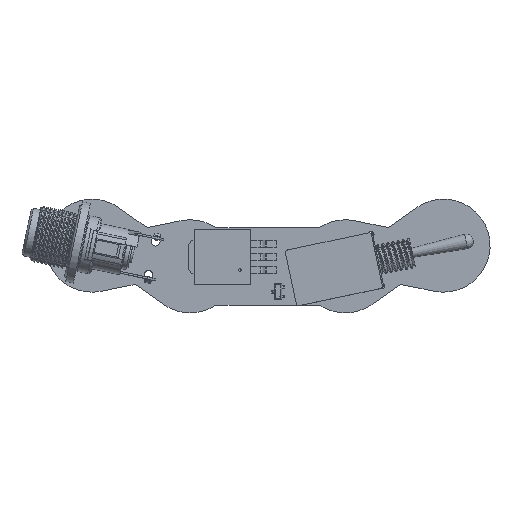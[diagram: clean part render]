
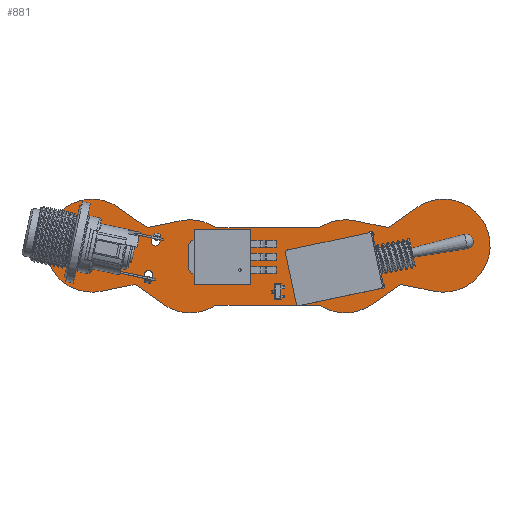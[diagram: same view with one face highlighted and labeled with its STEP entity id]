
A CAD part, top view. The second image highlights one B-rep face of the part: STEP entity #881.
In plain terms, the highlighted planar face has unit normal (0, 0, 1).
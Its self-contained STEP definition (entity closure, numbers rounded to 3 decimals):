
#68 = VERTEX_POINT('',#69);
#69 = CARTESIAN_POINT('',(60.785,54.184,0.411));
#75 = EDGE_CURVE('',#68,#76,#78,.T.);
#76 = VERTEX_POINT('',#77);
#77 = CARTESIAN_POINT('',(67.349,55.507,0.411));
#78 = LINE('',#79,#80);
#79 = CARTESIAN_POINT('',(60.785,54.184,0.411));
#80 = VECTOR('',#81,1.);
#81 = DIRECTION('',(0.98,0.198,0.));
#106 = EDGE_CURVE('',#76,#107,#109,.T.);
#107 = VERTEX_POINT('',#108);
#108 = CARTESIAN_POINT('',(72.822,51.65,0.411));
#109 = LINE('',#110,#111);
#110 = CARTESIAN_POINT('',(67.349,55.507,0.411));
#111 = VECTOR('',#112,1.);
#112 = DIRECTION('',(0.817,-0.576,0.));
#137 = EDGE_CURVE('',#107,#138,#140,.T.);
#138 = VERTEX_POINT('',#139);
#139 = CARTESIAN_POINT('',(82.981,51.506,0.411));
#140 = CIRCLE('',#141,8.998);
#141 = AXIS2_PLACEMENT_3D('',#142,#143,#144);
#142 = CARTESIAN_POINT('',(78.007,59.004,0.411));
#143 = DIRECTION('',(0.,0.,1.));
#144 = DIRECTION('',(-0.576,-0.817,0.));
#170 = EDGE_CURVE('',#138,#171,#173,.T.);
#171 = VERTEX_POINT('',#172);
#172 = CARTESIAN_POINT('',(103.031,51.506,0.411));
#173 = LINE('',#174,#175);
#174 = CARTESIAN_POINT('',(82.981,51.506,0.411));
#175 = VECTOR('',#176,1.);
#176 = DIRECTION('',(1.,0.,0.));
#201 = EDGE_CURVE('',#171,#202,#204,.T.);
#202 = VERTEX_POINT('',#203);
#203 = CARTESIAN_POINT('',(113.191,51.65,0.411));
#204 = CIRCLE('',#205,9.);
#205 = AXIS2_PLACEMENT_3D('',#206,#207,#208);
#206 = CARTESIAN_POINT('',(108.006,59.006,0.411));
#207 = DIRECTION('',(0.,0.,1.));
#208 = DIRECTION('',(-0.553,-0.833,0.));
#234 = EDGE_CURVE('',#202,#235,#237,.T.);
#235 = VERTEX_POINT('',#236);
#236 = CARTESIAN_POINT('',(118.664,55.507,0.411));
#237 = LINE('',#238,#239);
#238 = CARTESIAN_POINT('',(113.191,51.65,0.411));
#239 = VECTOR('',#240,1.);
#240 = DIRECTION('',(0.817,0.576,0.));
#265 = EDGE_CURVE('',#235,#266,#268,.T.);
#266 = VERTEX_POINT('',#267);
#267 = CARTESIAN_POINT('',(125.228,54.184,0.411));
#268 = LINE('',#269,#270);
#269 = CARTESIAN_POINT('',(118.664,55.507,0.411));
#270 = VECTOR('',#271,1.);
#271 = DIRECTION('',(0.98,-0.198,0.));
#296 = EDGE_CURVE('',#266,#297,#299,.T.);
#297 = VERTEX_POINT('',#298);
#298 = CARTESIAN_POINT('',(121.822,70.363,0.411));
#299 = CIRCLE('',#300,9.);
#300 = AXIS2_PLACEMENT_3D('',#301,#302,#303);
#301 = CARTESIAN_POINT('',(127.006,63.006,0.411));
#302 = DIRECTION('',(0.,0.,1.));
#303 = DIRECTION('',(-0.198,-0.98,0.));
#329 = EDGE_CURVE('',#297,#330,#332,.T.);
#330 = VERTEX_POINT('',#331);
#331 = CARTESIAN_POINT('',(116.349,66.506,0.411));
#332 = LINE('',#333,#334);
#333 = CARTESIAN_POINT('',(121.822,70.363,0.411));
#334 = VECTOR('',#335,1.);
#335 = DIRECTION('',(-0.817,-0.576,0.));
#360 = EDGE_CURVE('',#330,#361,#363,.T.);
#361 = VERTEX_POINT('',#362);
#362 = CARTESIAN_POINT('',(109.785,67.829,0.411));
#363 = LINE('',#364,#365);
#364 = CARTESIAN_POINT('',(116.349,66.506,0.411));
#365 = VECTOR('',#366,1.);
#366 = DIRECTION('',(-0.98,0.198,0.));
#391 = EDGE_CURVE('',#361,#392,#394,.T.);
#392 = VERTEX_POINT('',#393);
#393 = CARTESIAN_POINT('',(103.031,66.506,0.411));
#394 = CIRCLE('',#395,8.996);
#395 = AXIS2_PLACEMENT_3D('',#396,#397,#398);
#396 = CARTESIAN_POINT('',(108.006,59.01,0.411));
#397 = DIRECTION('',(0.,0.,1.));
#398 = DIRECTION('',(0.198,0.98,0.));
#424 = EDGE_CURVE('',#392,#425,#427,.T.);
#425 = VERTEX_POINT('',#426);
#426 = CARTESIAN_POINT('',(82.981,66.506,0.411));
#427 = LINE('',#428,#429);
#428 = CARTESIAN_POINT('',(103.031,66.506,0.411));
#429 = VECTOR('',#430,1.);
#430 = DIRECTION('',(-1.,0.,0.));
#455 = EDGE_CURVE('',#425,#456,#458,.T.);
#456 = VERTEX_POINT('',#457);
#457 = CARTESIAN_POINT('',(76.228,67.829,0.411));
#458 = CIRCLE('',#459,8.993);
#459 = AXIS2_PLACEMENT_3D('',#460,#461,#462);
#460 = CARTESIAN_POINT('',(78.007,59.014,0.411));
#461 = DIRECTION('',(0.,0.,1.));
#462 = DIRECTION('',(0.553,0.833,0.));
#488 = EDGE_CURVE('',#456,#489,#491,.T.);
#489 = VERTEX_POINT('',#490);
#490 = CARTESIAN_POINT('',(69.664,66.506,0.411));
#491 = LINE('',#492,#493);
#492 = CARTESIAN_POINT('',(76.228,67.829,0.411));
#493 = VECTOR('',#494,1.);
#494 = DIRECTION('',(-0.98,-0.198,0.));
#519 = EDGE_CURVE('',#489,#520,#522,.T.);
#520 = VERTEX_POINT('',#521);
#521 = CARTESIAN_POINT('',(64.191,70.363,0.411));
#522 = LINE('',#523,#524);
#523 = CARTESIAN_POINT('',(69.664,66.506,0.411));
#524 = VECTOR('',#525,1.);
#525 = DIRECTION('',(-0.817,0.576,0.));
#550 = EDGE_CURVE('',#520,#68,#551,.T.);
#551 = CIRCLE('',#552,9.);
#552 = AXIS2_PLACEMENT_3D('',#553,#554,#555);
#553 = CARTESIAN_POINT('',(59.006,63.007,0.411));
#554 = DIRECTION('',(0.,0.,1.));
#555 = DIRECTION('',(0.576,0.817,0.));
#576 = VERTEX_POINT('',#577);
#577 = CARTESIAN_POINT('',(70.803,57.339,0.411));
#583 = EDGE_CURVE('',#576,#576,#584,.T.);
#584 = CIRCLE('',#585,0.865);
#585 = AXIS2_PLACEMENT_3D('',#586,#587,#588);
#586 = CARTESIAN_POINT('',(69.938,57.339,0.411));
#587 = DIRECTION('',(0.,0.,1.));
#588 = DIRECTION('',(1.,0.,0.));
#609 = VERTEX_POINT('',#610);
#610 = CARTESIAN_POINT('',(99.699,57.064,0.411));
#616 = EDGE_CURVE('',#609,#609,#617,.T.);
#617 = CIRCLE('',#618,0.546);
#618 = AXIS2_PLACEMENT_3D('',#619,#620,#621);
#619 = CARTESIAN_POINT('',(99.153,57.064,0.411));
#620 = DIRECTION('',(0.,0.,1.));
#621 = DIRECTION('',(1.,0.,0.));
#642 = VERTEX_POINT('',#643);
#643 = CARTESIAN_POINT('',(66.016,61.722,0.411));
#649 = EDGE_CURVE('',#642,#642,#650,.T.);
#650 = CIRCLE('',#651,0.865);
#651 = AXIS2_PLACEMENT_3D('',#652,#653,#654);
#652 = CARTESIAN_POINT('',(65.151,61.722,0.411));
#653 = DIRECTION('',(0.,0.,1.));
#654 = DIRECTION('',(1.,0.,0.));
#675 = VERTEX_POINT('',#676);
#676 = CARTESIAN_POINT('',(72.165,63.801,0.411));
#682 = EDGE_CURVE('',#675,#675,#683,.T.);
#683 = CIRCLE('',#684,0.865);
#684 = AXIS2_PLACEMENT_3D('',#685,#686,#687);
#685 = CARTESIAN_POINT('',(71.3,63.801,0.411));
#686 = DIRECTION('',(0.,0.,1.));
#687 = DIRECTION('',(1.,0.,0.));
#708 = VERTEX_POINT('',#709);
#709 = CARTESIAN_POINT('',(105.194,55.626,0.411));
#715 = EDGE_CURVE('',#708,#708,#716,.T.);
#716 = CIRCLE('',#717,0.546);
#717 = AXIS2_PLACEMENT_3D('',#718,#719,#720);
#718 = CARTESIAN_POINT('',(104.648,55.626,0.411));
#719 = DIRECTION('',(0.,0.,1.));
#720 = DIRECTION('',(1.,0.,0.));
#741 = VERTEX_POINT('',#742);
#742 = CARTESIAN_POINT('',(115.659,55.236,0.411));
#748 = EDGE_CURVE('',#741,#741,#749,.T.);
#749 = CIRCLE('',#750,0.546);
#750 = AXIS2_PLACEMENT_3D('',#751,#752,#753);
#751 = CARTESIAN_POINT('',(115.113,55.236,0.411));
#752 = DIRECTION('',(0.,0.,1.));
#753 = DIRECTION('',(1.,0.,0.));
#774 = VERTEX_POINT('',#775);
#775 = CARTESIAN_POINT('',(104.146,60.597,0.411));
#781 = EDGE_CURVE('',#774,#774,#782,.T.);
#782 = CIRCLE('',#783,0.546);
#783 = AXIS2_PLACEMENT_3D('',#784,#785,#786);
#784 = CARTESIAN_POINT('',(103.6,60.597,0.411));
#785 = DIRECTION('',(0.,0.,1.));
#786 = DIRECTION('',(1.,0.,0.));
#807 = VERTEX_POINT('',#808);
#808 = CARTESIAN_POINT('',(113.564,65.177,0.411));
#814 = EDGE_CURVE('',#807,#807,#815,.T.);
#815 = CIRCLE('',#816,0.546);
#816 = AXIS2_PLACEMENT_3D('',#817,#818,#819);
#817 = CARTESIAN_POINT('',(113.018,65.177,0.411));
#818 = DIRECTION('',(0.,0.,1.));
#819 = DIRECTION('',(1.,0.,0.));
#881 = ADVANCED_FACE('',(#882,#900,#903,#906,#909,#912,#915,#918,#921),
  #924,.T.);
#882 = FACE_BOUND('',#883,.T.);
#883 = EDGE_LOOP('',(#884,#885,#886,#887,#888,#889,#890,#891,#892,#893,
    #894,#895,#896,#897,#898,#899));
#884 = ORIENTED_EDGE('',*,*,#75,.T.);
#885 = ORIENTED_EDGE('',*,*,#106,.T.);
#886 = ORIENTED_EDGE('',*,*,#137,.T.);
#887 = ORIENTED_EDGE('',*,*,#170,.T.);
#888 = ORIENTED_EDGE('',*,*,#201,.T.);
#889 = ORIENTED_EDGE('',*,*,#234,.T.);
#890 = ORIENTED_EDGE('',*,*,#265,.T.);
#891 = ORIENTED_EDGE('',*,*,#296,.T.);
#892 = ORIENTED_EDGE('',*,*,#329,.T.);
#893 = ORIENTED_EDGE('',*,*,#360,.T.);
#894 = ORIENTED_EDGE('',*,*,#391,.T.);
#895 = ORIENTED_EDGE('',*,*,#424,.T.);
#896 = ORIENTED_EDGE('',*,*,#455,.T.);
#897 = ORIENTED_EDGE('',*,*,#488,.T.);
#898 = ORIENTED_EDGE('',*,*,#519,.T.);
#899 = ORIENTED_EDGE('',*,*,#550,.T.);
#900 = FACE_BOUND('',#901,.T.);
#901 = EDGE_LOOP('',(#902));
#902 = ORIENTED_EDGE('',*,*,#583,.F.);
#903 = FACE_BOUND('',#904,.T.);
#904 = EDGE_LOOP('',(#905));
#905 = ORIENTED_EDGE('',*,*,#616,.F.);
#906 = FACE_BOUND('',#907,.T.);
#907 = EDGE_LOOP('',(#908));
#908 = ORIENTED_EDGE('',*,*,#649,.F.);
#909 = FACE_BOUND('',#910,.T.);
#910 = EDGE_LOOP('',(#911));
#911 = ORIENTED_EDGE('',*,*,#682,.F.);
#912 = FACE_BOUND('',#913,.T.);
#913 = EDGE_LOOP('',(#914));
#914 = ORIENTED_EDGE('',*,*,#715,.F.);
#915 = FACE_BOUND('',#916,.T.);
#916 = EDGE_LOOP('',(#917));
#917 = ORIENTED_EDGE('',*,*,#748,.F.);
#918 = FACE_BOUND('',#919,.T.);
#919 = EDGE_LOOP('',(#920));
#920 = ORIENTED_EDGE('',*,*,#781,.F.);
#921 = FACE_BOUND('',#922,.T.);
#922 = EDGE_LOOP('',(#923));
#923 = ORIENTED_EDGE('',*,*,#814,.F.);
#924 = PLANE('',#925);
#925 = AXIS2_PLACEMENT_3D('',#926,#927,#928);
#926 = CARTESIAN_POINT('',(60.785,54.184,0.411));
#927 = DIRECTION('',(0.,0.,1.));
#928 = DIRECTION('',(1.,0.,0.));
